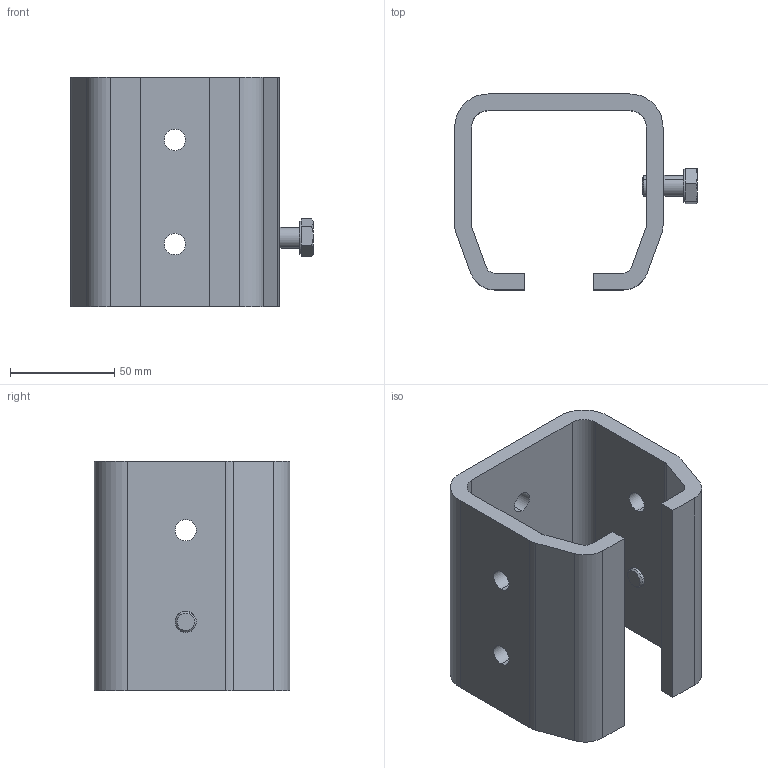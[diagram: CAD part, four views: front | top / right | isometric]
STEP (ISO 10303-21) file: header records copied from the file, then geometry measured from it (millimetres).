
FILE_DESCRIPTION (( 'STEP AP203' ), '1' );
FILE_NAME ('26.B00_B50.STEP', '2018-03-16T11:18:09', ( '' ), ( '' ), 'SwSTEP 2.0', 'SolidWorks 2017', '' );
FILE_SCHEMA (( 'CONFIG_CONTROL_DESIGN' ));
Length unit declared in the file: millimetre
Products named in the file (3): screw M10x20_ISO 4017 - M10 x 20-N; 26.B00_B50; 26.b00
Assembly tree (2 placements, depth 2):
  26.B00_B50
    26.b00
    screw M10x20_ISO 4017 - M10 x 20-N
Bounding box: 116.4 x 94 x 110 mm (x, y, z)
Volume: 258093.7 mm3; surface area: 73182.1 mm2
Topology: 2 solids, 2 shells, 71 faces, 180 edges, 114 vertices
Faces by surface type: plane 33, cylinder 28, cone 8, torus 2
Entity records: 2519 total; most frequent: CARTESIAN_POINT 442, DIRECTION 392, ORIENTED_EDGE 360, EDGE_CURVE 180, AXIS2_PLACEMENT_3D 148, VERTEX_POINT 114, LINE 96, VECTOR 96
